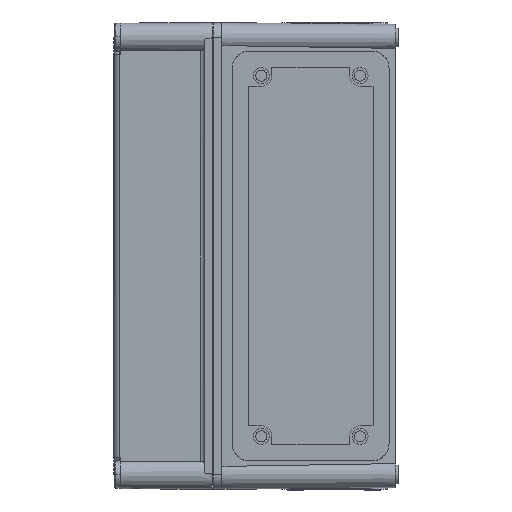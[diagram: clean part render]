
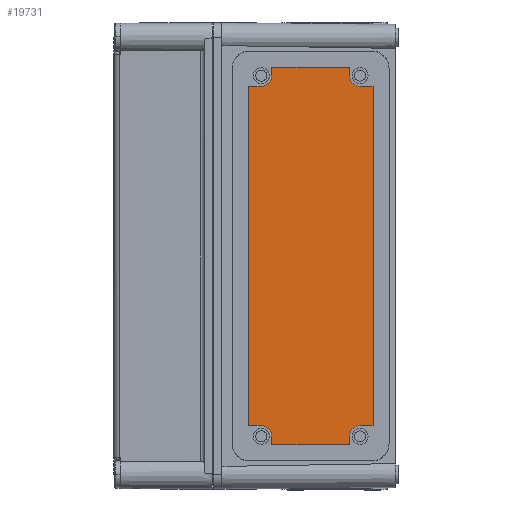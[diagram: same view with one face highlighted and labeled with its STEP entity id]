
A CAD part, left-side view. The second image highlights one B-rep face of the part: STEP entity #19731.
In plain terms, the highlighted planar face has unit normal (-1, 0, 0).
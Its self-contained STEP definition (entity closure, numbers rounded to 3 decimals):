
#136 = LINE ( 'NONE', #23322, #23917 ) ;
#396 = EDGE_CURVE ( 'NONE', #7839, #33473, #32800, .T. ) ;
#515 = DIRECTION ( 'NONE',  ( 0., 0., 1. ) ) ;
#792 = ORIENTED_EDGE ( 'NONE', *, *, #9389, .T. ) ;
#838 = CARTESIAN_POINT ( 'NONE',  ( -132.5, 37.5, 153. ) ) ;
#958 = CARTESIAN_POINT ( 'NONE',  ( -132.5, 37.5, 146. ) ) ;
#973 = CARTESIAN_POINT ( 'NONE',  ( -132.5, 109., -137.5 ) ) ;
#1085 = VECTOR ( 'NONE', #22186, 1000. ) ;
#1601 = VECTOR ( 'NONE', #36827, 1000. ) ;
#1773 = VECTOR ( 'NONE', #20183, 1000. ) ;
#2040 = LINE ( 'NONE', #838, #1773 ) ;
#2088 = DIRECTION ( 'NONE',  ( 1., 0., 0. ) ) ;
#2387 = EDGE_CURVE ( 'NONE', #24964, #13600, #17243, .T. ) ;
#2912 = VERTEX_POINT ( 'NONE', #10164 ) ;
#3294 = EDGE_CURVE ( 'NONE', #28313, #28285, #12102, .T. ) ;
#3464 = ORIENTED_EDGE ( 'NONE', *, *, #10474, .T. ) ;
#4037 = DIRECTION ( 'NONE',  ( 0., -1., 0. ) ) ;
#4746 = VECTOR ( 'NONE', #11154, 1000. ) ;
#5463 = FACE_OUTER_BOUND ( 'NONE', #11457, .T. ) ;
#6267 = LINE ( 'NONE', #23786, #18344 ) ;
#6294 = DIRECTION ( 'NONE',  ( 0., 0., 1. ) ) ;
#6553 = CARTESIAN_POINT ( 'NONE',  ( -132.5, 37.5, -153. ) ) ;
#6823 = CARTESIAN_POINT ( 'NONE',  ( -132.5, 29., 137.5 ) ) ;
#7482 = EDGE_CURVE ( 'NONE', #28285, #18580, #31301, .T. ) ;
#7545 = AXIS2_PLACEMENT_3D ( 'NONE', #35641, #17739, #26213 ) ;
#7658 = CARTESIAN_POINT ( 'NONE',  ( -132.5, 100.5, -153. ) ) ;
#7774 = CARTESIAN_POINT ( 'NONE',  ( -132.5, 119.5, -137.5 ) ) ;
#7839 = VERTEX_POINT ( 'NONE', #14395 ) ;
#8380 = CARTESIAN_POINT ( 'NONE',  ( -132.5, 109., 146. ) ) ;
#8501 = ORIENTED_EDGE ( 'NONE', *, *, #7482, .T. ) ;
#8800 = EDGE_CURVE ( 'NONE', #36692, #35048, #13349, .T. ) ;
#9383 = LINE ( 'NONE', #32046, #33851 ) ;
#9389 = EDGE_CURVE ( 'NONE', #31562, #7839, #13111, .T. ) ;
#9998 = LINE ( 'NONE', #35094, #21487 ) ;
#10164 = CARTESIAN_POINT ( 'NONE',  ( -132.5, 109., -137.5 ) ) ;
#10396 = ORIENTED_EDGE ( 'NONE', *, *, #28381, .T. ) ;
#10474 = EDGE_CURVE ( 'NONE', #23510, #20551, #6267, .T. ) ;
#10873 = CARTESIAN_POINT ( 'NONE',  ( -132.5, 29., 146. ) ) ;
#11135 = CARTESIAN_POINT ( 'NONE',  ( -132.5, 29., -137.5 ) ) ;
#11154 = DIRECTION ( 'NONE',  ( 0., -1., 0. ) ) ;
#11457 = EDGE_LOOP ( 'NONE', ( #32600, #26606, #8501, #26738, #21777, #32964, #10396, #27606, #21196, #33435, #3464, #15250, #792, #21877, #33137, #13987 ) ) ;
#11806 = VECTOR ( 'NONE', #29188, 1000. ) ;
#11967 = CARTESIAN_POINT ( 'NONE',  ( -132.5, 29., 137.5 ) ) ;
#12102 = LINE ( 'NONE', #26036, #11806 ) ;
#12661 = DIRECTION ( 'NONE',  ( 0., -1., 0. ) ) ;
#13111 = CIRCLE ( 'NONE', #25113, 8.5 ) ;
#13349 = LINE ( 'NONE', #11967, #1085 ) ;
#13373 = EDGE_CURVE ( 'NONE', #35048, #27634, #34207, .T. ) ;
#13492 = EDGE_CURVE ( 'NONE', #17539, #2912, #34143, .T. ) ;
#13600 = VERTEX_POINT ( 'NONE', #23420 ) ;
#13987 = ORIENTED_EDGE ( 'NONE', *, *, #13492, .T. ) ;
#14281 = CIRCLE ( 'NONE', #31892, 8.5 ) ;
#14395 = CARTESIAN_POINT ( 'NONE',  ( -132.5, 109., 137.5 ) ) ;
#15250 = ORIENTED_EDGE ( 'NONE', *, *, #29134, .T. ) ;
#15280 = CIRCLE ( 'NONE', #7545, 8.5 ) ;
#16054 = EDGE_CURVE ( 'NONE', #36912, #24964, #15280, .T. ) ;
#16612 = DIRECTION ( 'NONE',  ( 0., 0., 1. ) ) ;
#17243 = LINE ( 'NONE', #22579, #4746 ) ;
#17250 = PLANE ( 'NONE',  #29246 ) ;
#17539 = VERTEX_POINT ( 'NONE', #7774 ) ;
#17739 = DIRECTION ( 'NONE',  ( 1., 0., 0. ) ) ;
#17814 = CARTESIAN_POINT ( 'NONE',  ( -132.5, 109., -146. ) ) ;
#18344 = VECTOR ( 'NONE', #21244, 1000. ) ;
#18580 = VERTEX_POINT ( 'NONE', #6553 ) ;
#19214 = VECTOR ( 'NONE', #4037, 1000. ) ;
#19582 = VECTOR ( 'NONE', #31660, 1000. ) ;
#19731 = ADVANCED_FACE ( 'NONE', ( #5463 ), #17250, .T. ) ;
#20183 = DIRECTION ( 'NONE',  ( 0., 0., 1. ) ) ;
#20551 = VERTEX_POINT ( 'NONE', #35414 ) ;
#21013 = DIRECTION ( 'NONE',  ( 0., 0., 1. ) ) ;
#21196 = ORIENTED_EDGE ( 'NONE', *, *, #13373, .T. ) ;
#21244 = DIRECTION ( 'NONE',  ( 0., 1., 0. ) ) ;
#21487 = VECTOR ( 'NONE', #23565, 1000. ) ;
#21777 = ORIENTED_EDGE ( 'NONE', *, *, #16054, .T. ) ;
#21877 = ORIENTED_EDGE ( 'NONE', *, *, #396, .T. ) ;
#22186 = DIRECTION ( 'NONE',  ( 0., 1., 0. ) ) ;
#22579 = CARTESIAN_POINT ( 'NONE',  ( -132.5, 29., -137.5 ) ) ;
#23042 = CARTESIAN_POINT ( 'NONE',  ( -132.5, 109., 137.5 ) ) ;
#23151 = DIRECTION ( 'NONE',  ( -1., 0., 0. ) ) ;
#23322 = CARTESIAN_POINT ( 'NONE',  ( -132.5, 18.5, -137.5 ) ) ;
#23420 = CARTESIAN_POINT ( 'NONE',  ( -132.5, 18.5, -137.5 ) ) ;
#23510 = VERTEX_POINT ( 'NONE', #24749 ) ;
#23565 = DIRECTION ( 'NONE',  ( 0., 0., -1. ) ) ;
#23786 = CARTESIAN_POINT ( 'NONE',  ( -132.5, 37.5, 153. ) ) ;
#23917 = VECTOR ( 'NONE', #21013, 1000. ) ;
#24749 = CARTESIAN_POINT ( 'NONE',  ( -132.5, 37.5, 153. ) ) ;
#24964 = VERTEX_POINT ( 'NONE', #11135 ) ;
#25113 = AXIS2_PLACEMENT_3D ( 'NONE', #8380, #2088, #33848 ) ;
#25325 = DIRECTION ( 'NONE',  ( 1., 0., 0. ) ) ;
#25391 = EDGE_CURVE ( 'NONE', #33473, #17539, #9998, .T. ) ;
#26036 = CARTESIAN_POINT ( 'NONE',  ( -132.5, 100.5, -153. ) ) ;
#26213 = DIRECTION ( 'NONE',  ( 0., 0., -1. ) ) ;
#26341 = LINE ( 'NONE', #31083, #1601 ) ;
#26399 = CARTESIAN_POINT ( 'NONE',  ( -132.5, 100.5, -146. ) ) ;
#26606 = ORIENTED_EDGE ( 'NONE', *, *, #3294, .T. ) ;
#26738 = ORIENTED_EDGE ( 'NONE', *, *, #33024, .T. ) ;
#27606 = ORIENTED_EDGE ( 'NONE', *, *, #8800, .T. ) ;
#27634 = VERTEX_POINT ( 'NONE', #958 ) ;
#28285 = VERTEX_POINT ( 'NONE', #7658 ) ;
#28313 = VERTEX_POINT ( 'NONE', #26399 ) ;
#28381 = EDGE_CURVE ( 'NONE', #13600, #36692, #136, .T. ) ;
#28904 = EDGE_CURVE ( 'NONE', #27634, #23510, #2040, .T. ) ;
#28926 = EDGE_CURVE ( 'NONE', #2912, #28313, #14281, .T. ) ;
#29007 = CARTESIAN_POINT ( 'NONE',  ( -132.5, 100.5, 146. ) ) ;
#29120 = CARTESIAN_POINT ( 'NONE',  ( -132.5, 109., -146. ) ) ;
#29134 = EDGE_CURVE ( 'NONE', #20551, #31562, #26341, .T. ) ;
#29188 = DIRECTION ( 'NONE',  ( 0., 0., -1. ) ) ;
#29225 = CARTESIAN_POINT ( 'NONE',  ( -132.5, 18.5, 137.5 ) ) ;
#29246 = AXIS2_PLACEMENT_3D ( 'NONE', #29120, #23151, #515 ) ;
#30327 = CARTESIAN_POINT ( 'NONE',  ( -132.5, 119.5, 137.5 ) ) ;
#31083 = CARTESIAN_POINT ( 'NONE',  ( -132.5, 100.5, 153. ) ) ;
#31301 = LINE ( 'NONE', #35259, #19214 ) ;
#31562 = VERTEX_POINT ( 'NONE', #29007 ) ;
#31603 = DIRECTION ( 'NONE',  ( 1., 0., 0. ) ) ;
#31660 = DIRECTION ( 'NONE',  ( 0., 1., 0. ) ) ;
#31892 = AXIS2_PLACEMENT_3D ( 'NONE', #17814, #31603, #34515 ) ;
#32046 = CARTESIAN_POINT ( 'NONE',  ( -132.5, 37.5, -153. ) ) ;
#32600 = ORIENTED_EDGE ( 'NONE', *, *, #28926, .T. ) ;
#32800 = LINE ( 'NONE', #23042, #19582 ) ;
#32964 = ORIENTED_EDGE ( 'NONE', *, *, #2387, .T. ) ;
#33024 = EDGE_CURVE ( 'NONE', #18580, #36912, #9383, .T. ) ;
#33047 = AXIS2_PLACEMENT_3D ( 'NONE', #10873, #25325, #16612 ) ;
#33137 = ORIENTED_EDGE ( 'NONE', *, *, #25391, .T. ) ;
#33435 = ORIENTED_EDGE ( 'NONE', *, *, #28904, .T. ) ;
#33473 = VERTEX_POINT ( 'NONE', #30327 ) ;
#33646 = VECTOR ( 'NONE', #12661, 1000. ) ;
#33848 = DIRECTION ( 'NONE',  ( 0., 0., -1. ) ) ;
#33851 = VECTOR ( 'NONE', #6294, 1000. ) ;
#34143 = LINE ( 'NONE', #973, #33646 ) ;
#34207 = CIRCLE ( 'NONE', #33047, 8.5 ) ;
#34515 = DIRECTION ( 'NONE',  ( 0., 0., 1. ) ) ;
#34927 = CARTESIAN_POINT ( 'NONE',  ( -132.5, 37.5, -146. ) ) ;
#35048 = VERTEX_POINT ( 'NONE', #6823 ) ;
#35094 = CARTESIAN_POINT ( 'NONE',  ( -132.5, 119.5, -137.5 ) ) ;
#35259 = CARTESIAN_POINT ( 'NONE',  ( -132.5, 37.5, -153. ) ) ;
#35414 = CARTESIAN_POINT ( 'NONE',  ( -132.5, 100.5, 153. ) ) ;
#35641 = CARTESIAN_POINT ( 'NONE',  ( -132.5, 29., -146. ) ) ;
#36692 = VERTEX_POINT ( 'NONE', #29225 ) ;
#36827 = DIRECTION ( 'NONE',  ( 0., 0., -1. ) ) ;
#36912 = VERTEX_POINT ( 'NONE', #34927 ) ;
